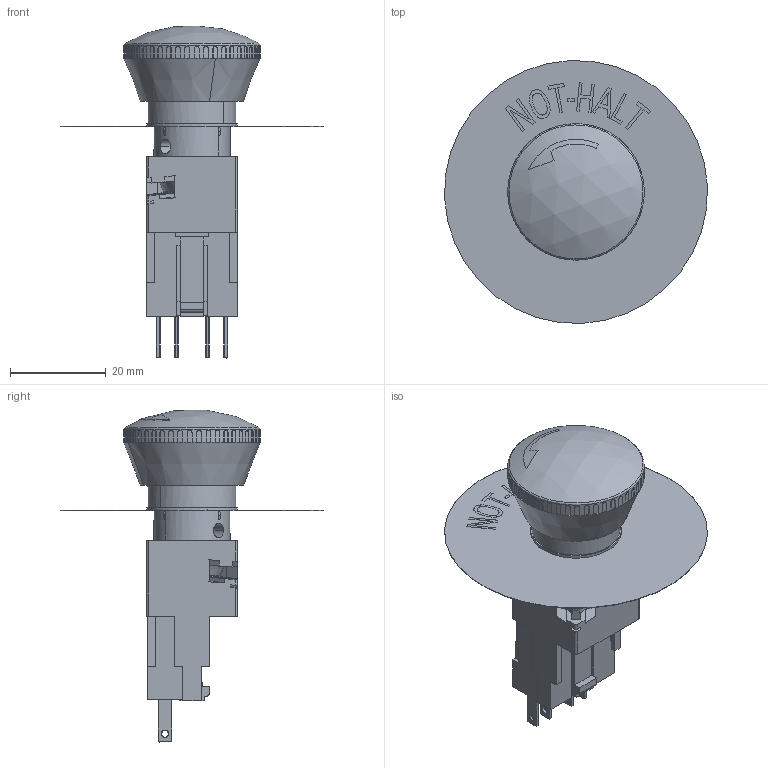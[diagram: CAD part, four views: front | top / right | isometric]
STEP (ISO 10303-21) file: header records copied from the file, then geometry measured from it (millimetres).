
FILE_DESCRIPTION(('STEP AP214'),'1');
FILE_NAME('cctmp_6AD4B9BE-17B1-485F-9275-AF6348C3DDE8_2023_08_14_22_15_45_0622..stp','2023-08-14T20:15:46',('SIEMENS A&D'),('CADClick - www.CADClick.com'),'Spatial InterOp 3D postprocessed',' ','unknown authorization');
FILE_SCHEMA(('AUTOMOTIVE_DESIGN'));
Length unit declared in the file: millimetre
Products named in the file (1): 2023_08_14_22_15_45_0579
Bounding box: 54.95 x 54.95 x 69.39 mm (x, y, z)
Volume: 14390.4 mm3; surface area: 17940.1 mm2
Topology: 1 solids, 1 shells, 1221 faces, 3540 edges, 2295 vertices
Faces by surface type: plane 759, cylinder 347, torus 58, cone 30, bspline 24, sphere 3
Entity records: 47539 total; most frequent: CARTESIAN_POINT 11785, ORIENTED_EDGE 7060, DIRECTION 6426, EDGE_CURVE 3530, VERTEX_POINT 2289, AXIS2_PLACEMENT_3D 2162, LINE 2102, VECTOR 2102
